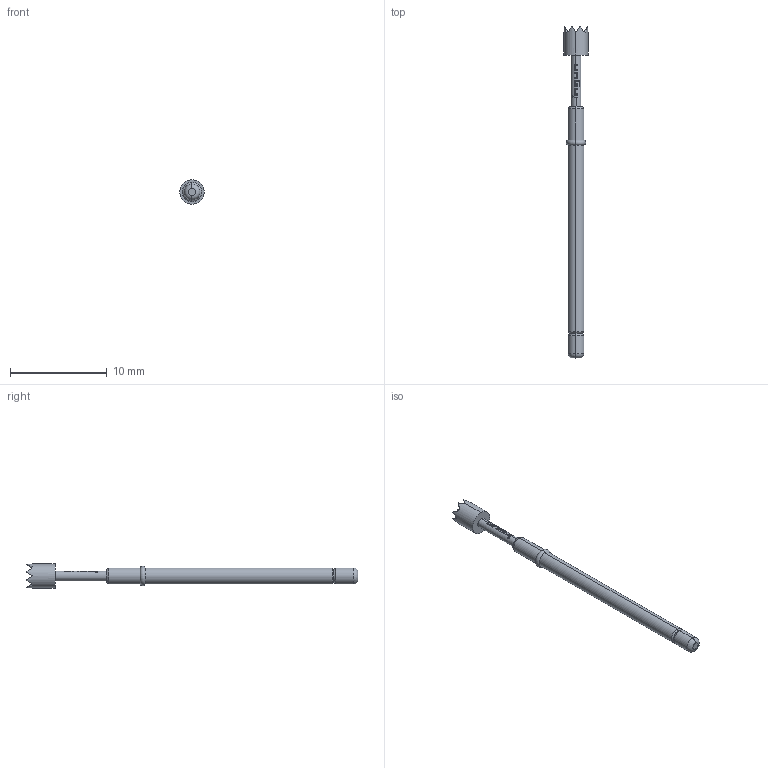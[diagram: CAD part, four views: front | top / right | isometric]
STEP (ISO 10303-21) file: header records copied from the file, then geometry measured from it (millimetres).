
FILE_DESCRIPTION (( 'STEP AP203' ), '1' );
FILE_NAME ('INGUN_GKS-112_306_250_R_xx04.STEP', '2020-08-21T09:18:05', ( '' ), ( '' ), 'SwSTEP 2.0', 'SolidWorks 2018', '' );
FILE_SCHEMA (( 'CONFIG_CONTROL_DESIGN' ));
Length unit declared in the file: millimetre
Products named in the file (1): INGUN_GKS-112_306_250_R_xx04
Bounding box: 2.5 x 34.3 x 2.5 mm (x, y, z)
Volume: 72.1 mm3; surface area: 189.3 mm2
Topology: 1 solids, 1 shells, 143 faces, 349 edges, 211 vertices
Faces by surface type: plane 62, bspline 51, cylinder 20, torus 8, cone 2
Entity records: 5224 total; most frequent: CARTESIAN_POINT 2453, ORIENTED_EDGE 698, EDGE_CURVE 349, DIRECTION 331, VERTEX_POINT 211, B_SPLINE_CURVE_WITH_KNOTS 204, EDGE_LOOP 146, FACE_OUTER_BOUND 143
